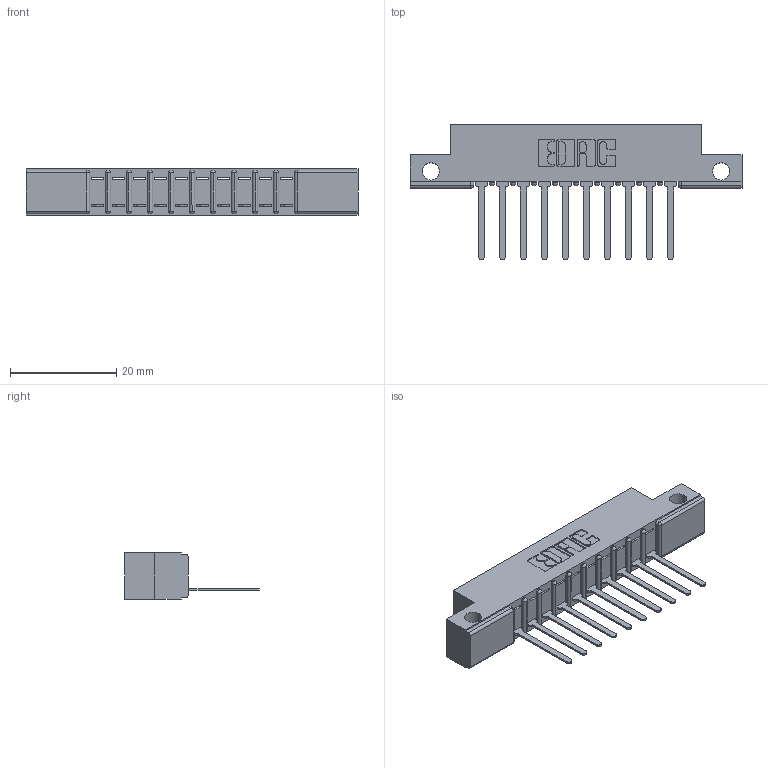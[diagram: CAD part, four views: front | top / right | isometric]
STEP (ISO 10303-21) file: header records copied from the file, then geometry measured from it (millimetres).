
FILE_DESCRIPTION (( 'STEP AP203' ), '1' );
FILE_NAME ('357-010-447-112.STEP', '2020-09-30T07:19:53', ( '' ), ( '' ), 'SwSTEP 2.0', 'SolidWorks 2020', '' );
FILE_SCHEMA (( 'CONFIG_CONTROL_DESIGN' ));
Length unit declared in the file: inch
Products named in the file (3): 307 Part_.128 Dia Side Mounting Holes; 307-290-001_547; 357-010-447-112
Assembly tree (11 placements, depth 2):
  357-010-447-112
    307 Part_.128 Dia Side Mounting Holes
    307-290-001_547  x10
Bounding box: 62.64 x 25.43 x 8.71 mm (x, y, z)
Volume: 3931.7 mm3; surface area: 5631.4 mm2
Topology: 11 solids, 11 shells, 689 faces, 1943 edges, 1250 vertices
Faces by surface type: plane 440, cylinder 227, sphere 22
Entity records: 12488 total; most frequent: CARTESIAN_POINT 2092, ORIENTED_EDGE 2078, DIRECTION 2053, EDGE_CURVE 1039, LINE 783, VECTOR 783, VERTEX_POINT 674, AXIS2_PLACEMENT_3D 635
